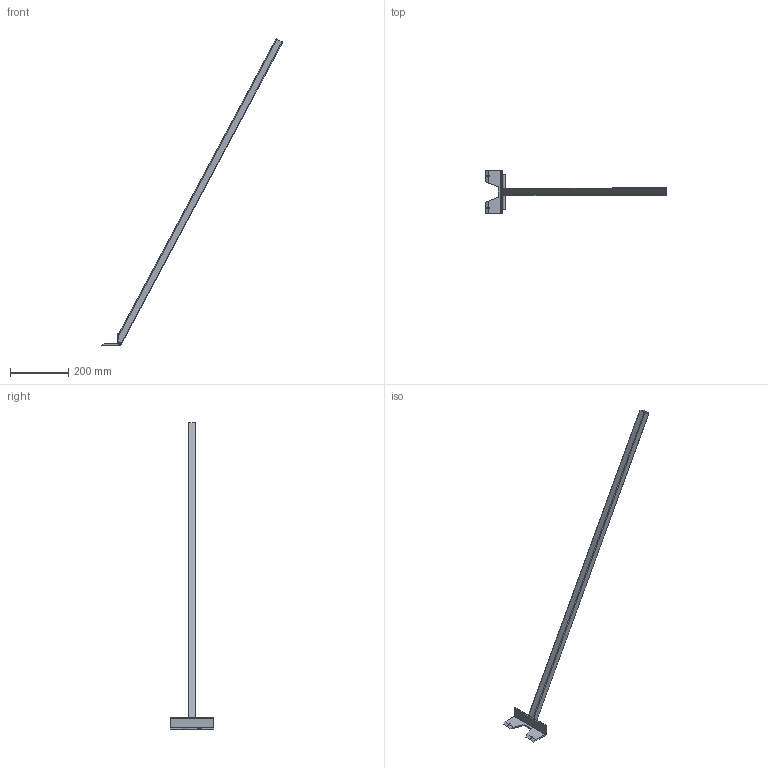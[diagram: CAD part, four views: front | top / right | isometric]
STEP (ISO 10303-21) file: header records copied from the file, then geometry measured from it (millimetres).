
FILE_DESCRIPTION(/* description */ (''),/* implementation_level */ '2;1');
FILE_NAME(/* name */ 'C095 DEMONTE PALETTE.stp',/* time_stamp */ '2016-09-09T22:58:11+02:00',/* author */ ('NB'),/* organization */ (''),/* preprocessor_version */ 'ST-DEVELOPER v16.5',/* originating_system */ 'Autodesk Inventor 2017',/* authorisation */ '');
FILE_SCHEMA (('AUTOMOTIVE_DESIGN { 1 0 10303 214 3 1 1 }'));
Length unit declared in the file: millimetre
Products named in the file (4): C095 DEMONTE PALETTE; MANCHE; PANNE; RENFORT
Assembly tree (3 placements, depth 2):
  C095 DEMONTE PALETTE
    MANCHE
    PANNE
    RENFORT
Bounding box: 623.24 x 150 x 1053.71 mm (x, y, z)
Volume: 273727.5 mm3; surface area: 240068.5 mm2
Topology: 3 solids, 3 shells, 40 faces, 105 edges, 70 vertices
Faces by surface type: plane 31, cylinder 9
Full cylindrical faces by diameter (mm): 8 x1
Entity records: 1336 total; most frequent: CARTESIAN_POINT 221, DIRECTION 216, ORIENTED_EDGE 208, EDGE_CURVE 104, LINE 86, VECTOR 86, VERTEX_POINT 70, AXIS2_PLACEMENT_3D 65
